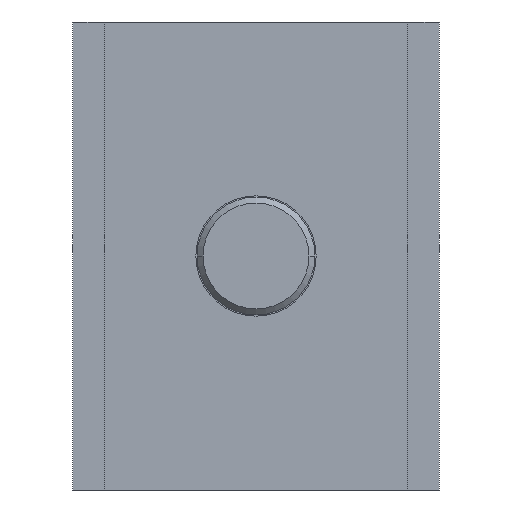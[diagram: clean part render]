
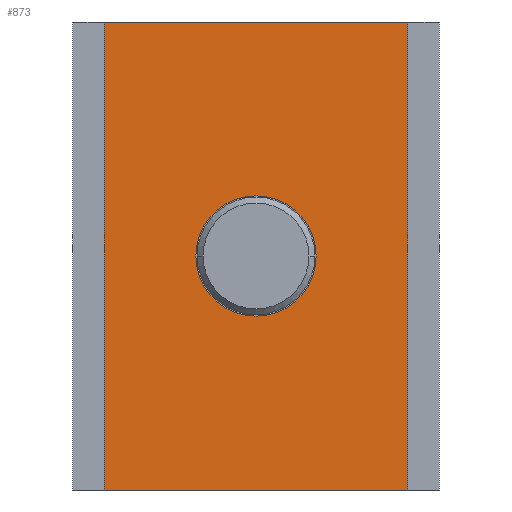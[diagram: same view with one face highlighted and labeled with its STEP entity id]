
A CAD part, front view. The second image highlights one B-rep face of the part: STEP entity #873.
In plain terms, the highlighted planar face has unit normal (0, -1, 0).
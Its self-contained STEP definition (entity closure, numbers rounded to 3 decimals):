
#327=VERTEX_POINT('',#919);
#351=EDGE_CURVE('',#591,#459,#946,.T.);
#385=VERTEX_POINT('',#983);
#459=VERTEX_POINT('',#1063);
#559=EDGE_CURVE('',#385,#877,#1174,.T.);
#579=VERTEX_POINT('',#1200);
#591=VERTEX_POINT('',#1214);
#637=EDGE_CURVE('',#327,#579,#1265,.T.);
#675=EDGE_CURVE('',#579,#459,#1305,.T.);
#705=EDGE_CURVE('',#591,#327,#1337,.T.);
#749=EDGE_CURVE('',#877,#385,#1387,.T.);
#873=ADVANCED_FACE('',(#1520,#1521),#1522,.T.);
#877=VERTEX_POINT('',#1526);
#919=CARTESIAN_POINT('',(20.6,0.,-31.75));
#946=LINE('',#1600,#1601);
#983=CARTESIAN_POINT('',(8.16,0.0,0.));
#1063=CARTESIAN_POINT('',(-20.6,0.,31.75));
#1174=CIRCLE('',#1922,8.16);
#1200=CARTESIAN_POINT('',(20.6,0.,31.75));
#1214=CARTESIAN_POINT('',(-20.6,0.,-31.75));
#1265=LINE('',#2035,#2036);
#1305=LINE('',#2097,#2098);
#1337=LINE('',#2143,#2144);
#1387=CIRCLE('',#2210,8.16);
#1520=FACE_BOUND('',#2400,.T.);
#1521=FACE_OUTER_BOUND('',#2401,.T.);
#1522=PLANE('',#2402);
#1526=CARTESIAN_POINT('',(-8.16,0.0,0.));
#1600=CARTESIAN_POINT('',(-20.6,0.,-31.75));
#1601=VECTOR('',#2462,1.0);
#1922=AXIS2_PLACEMENT_3D('',#2697,#2698,#2699);
#2035=CARTESIAN_POINT('',(20.6,0.,-31.75));
#2036=VECTOR('',#2818,1.0);
#2097=CARTESIAN_POINT('',(-20.6,0.,31.75));
#2098=VECTOR('',#2850,1.0);
#2143=CARTESIAN_POINT('',(-20.6,0.,-31.75));
#2144=VECTOR('',#2879,1.0);
#2210=AXIS2_PLACEMENT_3D('',#2961,#2962,#2963);
#2400=EDGE_LOOP('',(#3093,#3094));
#2401=EDGE_LOOP('',(#3095,#3096,#3097,#3098));
#2402=AXIS2_PLACEMENT_3D('',#3099,#3100,#3101);
#2462=DIRECTION('',(0.0,0.0,1.0));
#2697=CARTESIAN_POINT('',(0.0,0.0,0.0));
#2698=DIRECTION('',(-0.0,1.0,0.0));
#2699=DIRECTION('',(1.0,0.0,0.0));
#2818=DIRECTION('',(0.0,0.0,1.0));
#2850=DIRECTION('',(-1.0,-0.0,-0.0));
#2879=DIRECTION('',(1.0,0.0,0.0));
#2961=CARTESIAN_POINT('',(0.0,0.0,0.0));
#2962=DIRECTION('',(-0.0,1.0,0.0));
#2963=DIRECTION('',(1.0,0.0,0.0));
#3093=ORIENTED_EDGE('',*,*,#749,.T.);
#3094=ORIENTED_EDGE('',*,*,#559,.T.);
#3095=ORIENTED_EDGE('',*,*,#675,.T.);
#3096=ORIENTED_EDGE('',*,*,#351,.F.);
#3097=ORIENTED_EDGE('',*,*,#705,.T.);
#3098=ORIENTED_EDGE('',*,*,#637,.T.);
#3099=CARTESIAN_POINT('',(20.6,0.,-31.75));
#3100=DIRECTION('',(0.0,-1.0,0.0));
#3101=DIRECTION('',(1.0,0.0,0.0));
